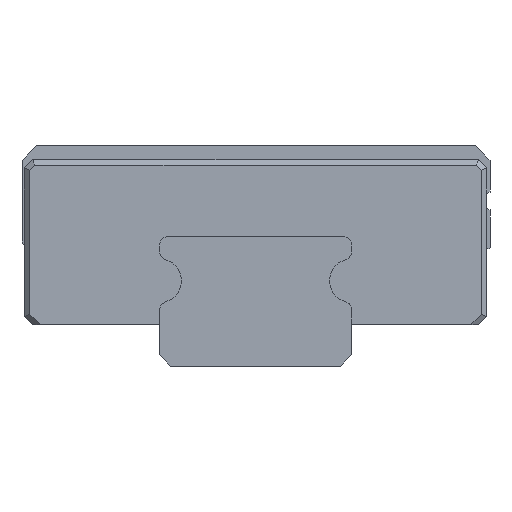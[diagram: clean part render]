
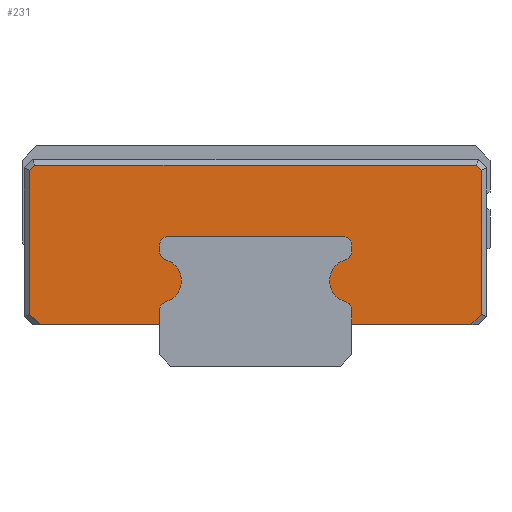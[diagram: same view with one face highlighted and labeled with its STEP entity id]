
A CAD part, front view. The second image highlights one B-rep face of the part: STEP entity #231.
In plain terms, the highlighted planar face has unit normal (0, -1, 0).
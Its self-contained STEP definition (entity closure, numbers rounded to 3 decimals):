
#231=ADVANCED_FACE('',(#473),#474,.T.);
#473=FACE_OUTER_BOUND('',#723,.T.);
#474=PLANE('',#724);
#723=EDGE_LOOP('',(#1588,#1589,#1590,#1591,#1592,#1593,#1594,#1595,#1596,#1597,#1598,#1599,#1600,#1601,#1602,#1603,#1604,#1605,#1606,#1607,#1608,#1609));
#724=AXIS2_PLACEMENT_3D('',#1610,#1611,#1612);
#1588=ORIENTED_EDGE('',*,*,#2006,.F.);
#1589=ORIENTED_EDGE('',*,*,#1989,.T.);
#1590=ORIENTED_EDGE('',*,*,#1944,.T.);
#1591=ORIENTED_EDGE('',*,*,#2043,.T.);
#1592=ORIENTED_EDGE('',*,*,#2044,.T.);
#1593=ORIENTED_EDGE('',*,*,#2002,.T.);
#1594=ORIENTED_EDGE('',*,*,#2007,.T.);
#1595=ORIENTED_EDGE('',*,*,#1925,.T.);
#1596=ORIENTED_EDGE('',*,*,#2041,.F.);
#1597=ORIENTED_EDGE('',*,*,#2031,.T.);
#1598=ORIENTED_EDGE('',*,*,#1957,.T.);
#1599=ORIENTED_EDGE('',*,*,#2019,.T.);
#1600=ORIENTED_EDGE('',*,*,#2017,.T.);
#1601=ORIENTED_EDGE('',*,*,#2042,.T.);
#1602=ORIENTED_EDGE('',*,*,#1953,.T.);
#1603=ORIENTED_EDGE('',*,*,#2028,.T.);
#1604=ORIENTED_EDGE('',*,*,#2026,.T.);
#1605=ORIENTED_EDGE('',*,*,#2013,.T.);
#1606=ORIENTED_EDGE('',*,*,#1917,.T.);
#1607=ORIENTED_EDGE('',*,*,#2045,.T.);
#1608=ORIENTED_EDGE('',*,*,#2022,.T.);
#1609=ORIENTED_EDGE('',*,*,#1940,.T.);
#1610=CARTESIAN_POINT('',(68.9,12.4,4.5));
#1611=DIRECTION('',(0.0,-1.0,0.0));
#1612=DIRECTION('',(0.0,0.0,-1.0));
#1917=EDGE_CURVE('',#2527,#2532,#2534,.T.);
#1925=EDGE_CURVE('',#2548,#2546,#2549,.T.);
#1940=EDGE_CURVE('',#2570,#2575,#2577,.T.);
#1944=EDGE_CURVE('',#2582,#2580,#2583,.T.);
#1953=EDGE_CURVE('',#2591,#2596,#2598,.T.);
#1957=EDGE_CURVE('',#2599,#2604,#2606,.T.);
#1989=EDGE_CURVE('',#2656,#2582,#2657,.T.);
#2002=EDGE_CURVE('',#2673,#2671,#2674,.T.);
#2006=EDGE_CURVE('',#2656,#2575,#2678,.T.);
#2007=EDGE_CURVE('',#2671,#2548,#2679,.T.);
#2013=EDGE_CURVE('',#2684,#2527,#2688,.T.);
#2017=EDGE_CURVE('',#2689,#2694,#2696,.T.);
#2019=EDGE_CURVE('',#2604,#2689,#2698,.T.);
#2022=EDGE_CURVE('',#2699,#2570,#2703,.T.);
#2026=EDGE_CURVE('',#2705,#2684,#2709,.T.);
#2028=EDGE_CURVE('',#2596,#2705,#2711,.T.);
#2031=EDGE_CURVE('',#2712,#2599,#2716,.T.);
#2041=EDGE_CURVE('',#2712,#2546,#2728,.T.);
#2042=EDGE_CURVE('',#2694,#2591,#2729,.T.);
#2043=EDGE_CURVE('',#2580,#2730,#2731,.T.);
#2044=EDGE_CURVE('',#2730,#2673,#2732,.T.);
#2045=EDGE_CURVE('',#2532,#2699,#2733,.T.);
#2527=VERTEX_POINT('',#3351);
#2532=VERTEX_POINT('',#3357);
#2534=CIRCLE('',#3360,0.3);
#2546=VERTEX_POINT('',#3378);
#2548=VERTEX_POINT('',#3381);
#2549=LINE('',#3382,#3383);
#2570=VERTEX_POINT('',#3415);
#2575=VERTEX_POINT('',#3422);
#2577=LINE('',#3425,#3426);
#2580=VERTEX_POINT('',#3429);
#2582=VERTEX_POINT('',#3432);
#2583=LINE('',#3433,#3434);
#2591=VERTEX_POINT('',#3447);
#2596=VERTEX_POINT('',#3453);
#2598=CIRCLE('',#3456,0.3);
#2599=VERTEX_POINT('',#3457);
#2604=VERTEX_POINT('',#3463);
#2606=CIRCLE('',#3466,0.3);
#2656=VERTEX_POINT('',#3543);
#2657=LINE('',#3544,#3545);
#2671=VERTEX_POINT('',#3563);
#2673=VERTEX_POINT('',#3566);
#2674=LINE('',#3567,#3568);
#2678=LINE('',#3575,#3576);
#2679=LINE('',#3577,#3578);
#2684=VERTEX_POINT('',#3586);
#2688=LINE('',#3592,#3593);
#2689=VERTEX_POINT('',#3594);
#2694=VERTEX_POINT('',#3600);
#2696=CIRCLE('',#3603,0.3);
#2698=CIRCLE('',#3605,0.797);
#2699=VERTEX_POINT('',#3606);
#2703=CIRCLE('',#3611,0.3);
#2705=VERTEX_POINT('',#3614);
#2709=CIRCLE('',#3619,0.3);
#2711=LINE('',#3622,#3623);
#2712=VERTEX_POINT('',#3624);
#2716=LINE('',#3630,#3631);
#2728=LINE('',#3651,#3652);
#2729=LINE('',#3653,#3654);
#2730=VERTEX_POINT('',#3655);
#2731=LINE('',#3656,#3657);
#2732=LINE('',#3658,#3659);
#2733=CIRCLE('',#3660,0.797);
#3351=CARTESIAN_POINT('',(83.488,12.4,4.155));
#3357=CARTESIAN_POINT('',(83.27,12.4,3.866));
#3360=AXIS2_PLACEMENT_3D('',#4145,#4146,#4147);
#3378=CARTESIAN_POINT('',(72.183,12.4,1.5));
#3381=CARTESIAN_POINT('',(71.8,12.4,1.883));
#3382=CARTESIAN_POINT('',(72.041,12.4,1.641));
#3383=VECTOR('',#4155,1000.0);
#3415=CARTESIAN_POINT('',(83.488,12.4,2.045));
#3422=CARTESIAN_POINT('',(83.488,12.4,1.5));
#3425=CARTESIAN_POINT('',(83.488,12.4,4.5));
#3426=VECTOR('',#4170,1000.0);
#3429=CARTESIAN_POINT('',(88.2,12.4,7.117));
#3432=CARTESIAN_POINT('',(88.2,12.4,1.883));
#3433=CARTESIAN_POINT('',(88.2,12.4,7.2));
#3434=VECTOR('',#4178,1000.0);
#3447=CARTESIAN_POINT('',(76.513,12.4,4.4));
#3453=CARTESIAN_POINT('',(76.813,12.4,4.7));
#3456=AXIS2_PLACEMENT_3D('',#4189,#4190,#4191);
#3457=CARTESIAN_POINT('',(76.513,12.4,2.045));
#3463=CARTESIAN_POINT('',(76.73,12.4,2.334));
#3466=AXIS2_PLACEMENT_3D('',#4197,#4198,#4199);
#3543=CARTESIAN_POINT('',(87.817,12.4,1.5));
#3544=CARTESIAN_POINT('',(88.259,12.4,1.941));
#3545=VECTOR('',#4242,1000.0);
#3563=CARTESIAN_POINT('',(71.8,12.4,7.117));
#3566=CARTESIAN_POINT('',(71.983,12.4,7.3));
#3567=CARTESIAN_POINT('',(71.741,12.4,7.059));
#3568=VECTOR('',#4269,1000.0);
#3575=CARTESIAN_POINT('',(80.0,12.4,1.5));
#3576=VECTOR('',#4273,1000.0);
#3577=CARTESIAN_POINT('',(71.8,12.4,1.8));
#3578=VECTOR('',#4274,1000.0);
#3586=CARTESIAN_POINT('',(83.488,12.4,4.4));
#3592=CARTESIAN_POINT('',(83.488,12.4,4.5));
#3593=VECTOR('',#4280,1000.0);
#3594=CARTESIAN_POINT('',(76.73,12.4,3.866));
#3600=CARTESIAN_POINT('',(76.513,12.4,4.155));
#3603=AXIS2_PLACEMENT_3D('',#4286,#4287,#4288);
#3605=AXIS2_PLACEMENT_3D('',#4292,#4293,#4294);
#3606=CARTESIAN_POINT('',(83.27,12.4,2.334));
#3611=AXIS2_PLACEMENT_3D('',#4299,#4300,#4301);
#3614=CARTESIAN_POINT('',(83.188,12.4,4.7));
#3619=AXIS2_PLACEMENT_3D('',#4307,#4308,#4309);
#3622=CARTESIAN_POINT('',(68.9,12.4,4.7));
#3623=VECTOR('',#4311,1000.0);
#3624=CARTESIAN_POINT('',(76.513,12.4,1.5));
#3630=CARTESIAN_POINT('',(76.513,12.4,4.5));
#3631=VECTOR('',#4314,1000.0);
#3651=CARTESIAN_POINT('',(80.0,12.4,1.5));
#3652=VECTOR('',#4326,1000.0);
#3653=CARTESIAN_POINT('',(76.513,12.4,4.5));
#3654=VECTOR('',#4327,1000.0);
#3655=CARTESIAN_POINT('',(88.017,12.4,7.3));
#3656=CARTESIAN_POINT('',(87.959,12.4,7.359));
#3657=VECTOR('',#4328,1000.0);
#3658=CARTESIAN_POINT('',(71.9,12.4,7.3));
#3659=VECTOR('',#4329,1000.0);
#3660=AXIS2_PLACEMENT_3D('',#4330,#4331,#4332);
#4145=CARTESIAN_POINT('',(83.188,12.4,4.155));
#4146=DIRECTION('',(0.0,1.0,0.0));
#4147=DIRECTION('',(0.0,0.0,-1.0));
#4155=DIRECTION('',(0.707,0.0,-0.707));
#4170=DIRECTION('',(0.,0.0,-1.0));
#4178=DIRECTION('',(0.,0.0,1.0));
#4189=CARTESIAN_POINT('',(76.813,12.4,4.4));
#4190=DIRECTION('',(0.0,1.0,0.0));
#4191=DIRECTION('',(0.0,0.0,-1.0));
#4197=CARTESIAN_POINT('',(76.813,12.4,2.045));
#4198=DIRECTION('',(0.0,1.0,0.0));
#4199=DIRECTION('',(0.0,0.0,-1.0));
#4242=DIRECTION('',(0.707,0.0,0.707));
#4269=DIRECTION('',(-0.707,0.0,-0.707));
#4273=DIRECTION('',(-1.0,0.0,0.0));
#4274=DIRECTION('',(0.,0.0,-1.0));
#4280=DIRECTION('',(0.0,0.0,-1.0));
#4286=CARTESIAN_POINT('',(76.813,12.4,4.155));
#4287=DIRECTION('',(0.0,1.0,0.0));
#4288=DIRECTION('',(0.0,0.0,-1.0));
#4292=CARTESIAN_POINT('',(76.513,12.4,3.1));
#4293=DIRECTION('',(0.0,-1.0,0.0));
#4294=DIRECTION('',(0.0,0.0,-1.0));
#4299=CARTESIAN_POINT('',(83.188,12.4,2.045));
#4300=DIRECTION('',(0.0,1.0,0.0));
#4301=DIRECTION('',(0.0,0.0,-1.0));
#4307=CARTESIAN_POINT('',(83.188,12.4,4.4));
#4308=DIRECTION('',(0.0,1.0,0.0));
#4309=DIRECTION('',(0.0,0.0,-1.0));
#4311=DIRECTION('',(1.0,0.0,0.0));
#4314=DIRECTION('',(0.,0.0,1.0));
#4326=DIRECTION('',(-1.0,0.0,0.0));
#4327=DIRECTION('',(0.0,0.0,1.0));
#4328=DIRECTION('',(-0.707,0.0,0.707));
#4329=DIRECTION('',(-1.0,0.0,0.));
#4330=CARTESIAN_POINT('',(83.488,12.4,3.1));
#4331=DIRECTION('',(0.0,-1.0,0.0));
#4332=DIRECTION('',(0.0,0.0,-1.0));
